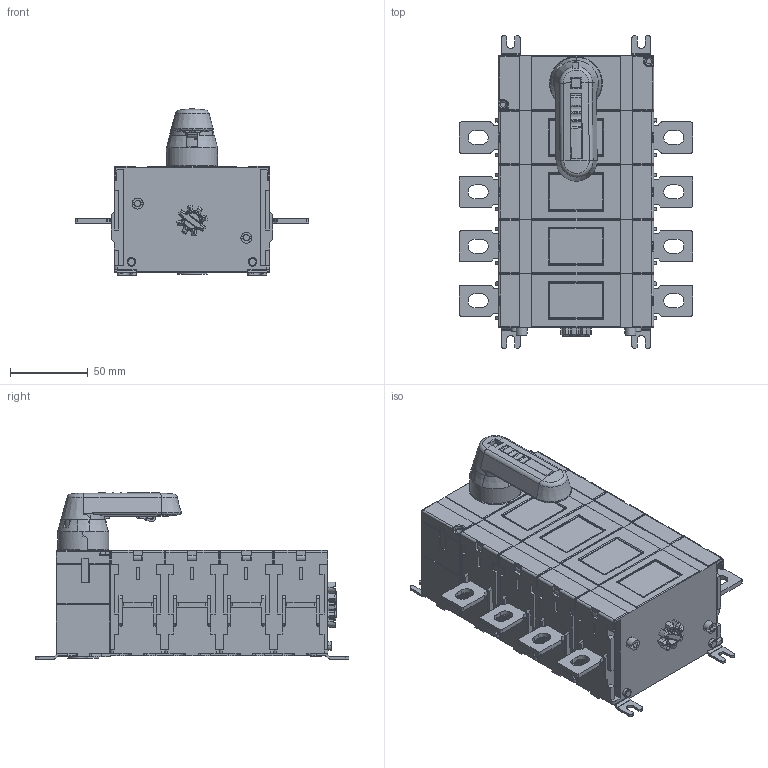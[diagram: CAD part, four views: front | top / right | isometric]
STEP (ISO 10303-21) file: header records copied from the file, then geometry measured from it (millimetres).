
FILE_DESCRIPTION((''),'2;1');
FILE_NAME('OT160EV04K_IGS','2018-07-18T',('FIALBJO'),(''),'CREO PARAMETRIC BY PTC INC, 2017480','CREO PARAMETRIC BY PTC INC, 2017480','');
FILE_SCHEMA(('AUTOMOTIVE_DESIGN { 1 0 10303 214 1 1 1 1 }'));
Products named in the file (1): OT160EV04K_IGS
Bounding box: 150 x 202 x 106.92 mm (x, y, z)
Volume: 1224439.4 mm3; surface area: 100917.3 mm2
Topology: 1 solids, 5 shells, 1824 faces, 5002 edges, 3227 vertices
Faces by surface type: plane 1086, cylinder 540, torus 91, cone 44, sphere 38, bspline 25
Entity records: 63078 total; most frequent: CARTESIAN_POINT 16326, ORIENTED_EDGE 9964, DIRECTION 9402, EDGE_CURVE 4982, VECTOR 3456, LINE 3456, VERTEX_POINT 3227, AXIS2_PLACEMENT_3D 2973
